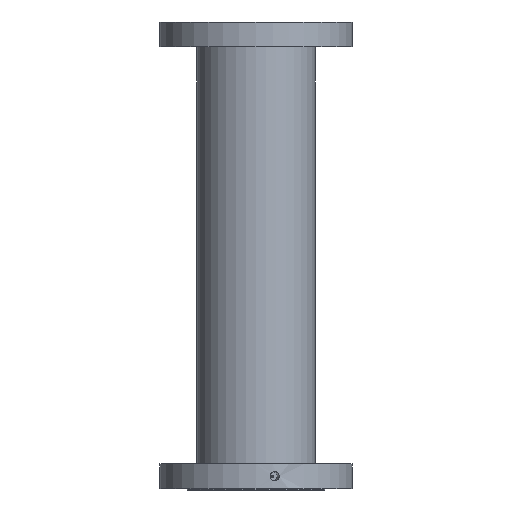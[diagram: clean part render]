
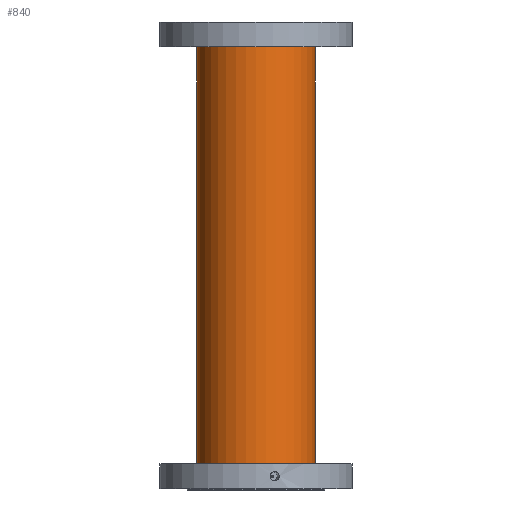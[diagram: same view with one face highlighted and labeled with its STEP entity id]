
A CAD part, front view. The second image highlights one B-rep face of the part: STEP entity #840.
In plain terms, the highlighted cylindrical face has radius 50.8 mm (diameter 101.6 mm), a partial arc.
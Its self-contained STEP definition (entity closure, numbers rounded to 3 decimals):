
#430=CARTESIAN_POINT('',(1.477,220.4,-980.743));
#440=DIRECTION('',(0.014,0.,
1.));
#450=DIRECTION('',(-1.,0.,
0.014));
#460=AXIS2_PLACEMENT_3D('',#430,#440,#450);
#470=CYLINDRICAL_SURFACE('',#460,50.8);
#480=CARTESIAN_POINT('',(52.272,220.4,-981.453));
#490=DIRECTION('',(0.014,0.,
1.));
#500=VECTOR('',#490,1.);
#510=LINE('',#480,#500);
#520=CARTESIAN_POINT('',(52.582,220.4,-959.267));
#530=VERTEX_POINT('',#520);
#540=CARTESIAN_POINT('',(57.882,220.4,
-579.742));
#550=VERTEX_POINT('',#540);
#560=EDGE_CURVE('',#530,#550,#510,.T.);
#570=ORIENTED_EDGE('',*,*,#560,.F.);
#580=CARTESIAN_POINT('',(7.087,220.4,
-579.033));
#590=DIRECTION('',(0.014,0.,
1.));
#600=DIRECTION('',(-1.,0.,
0.014));
#610=AXIS2_PLACEMENT_3D('',#580,#590,#600);
#620=CIRCLE('',#610,50.8);
#630=CARTESIAN_POINT('',(-43.708,220.4,
-578.324));
#640=VERTEX_POINT('',#630);
#650=EDGE_CURVE('',#550,#640,#620,.T.);
#660=ORIENTED_EDGE('',*,*,#650,.F.);
#670=CARTESIAN_POINT('',(-49.318,220.4,
-980.034));
#680=DIRECTION('',(0.014,0.,
1.));
#690=VECTOR('',#680,1.);
#700=LINE('',#670,#690);
#710=CARTESIAN_POINT('',(-49.008,220.4,
-957.848));
#720=VERTEX_POINT('',#710);
#730=EDGE_CURVE('',#720,#640,#700,.T.);
#740=ORIENTED_EDGE('',*,*,#730,.T.);
#750=CARTESIAN_POINT('',(1.787,220.4,
-958.558));
#760=DIRECTION('',(0.014,0.,
1.));
#770=DIRECTION('',(-1.,0.,
0.014));
#780=AXIS2_PLACEMENT_3D('',#750,#760,#770);
#790=CIRCLE('',#780,50.8);
#800=EDGE_CURVE('',#530,#720,#790,.T.);
#810=ORIENTED_EDGE('',*,*,#800,.T.);
#820=EDGE_LOOP('',(#810,#740,#660,#570));
#830=FACE_OUTER_BOUND('',#820,.T.);
#840=ADVANCED_FACE('',(#830),#470,.T.);
